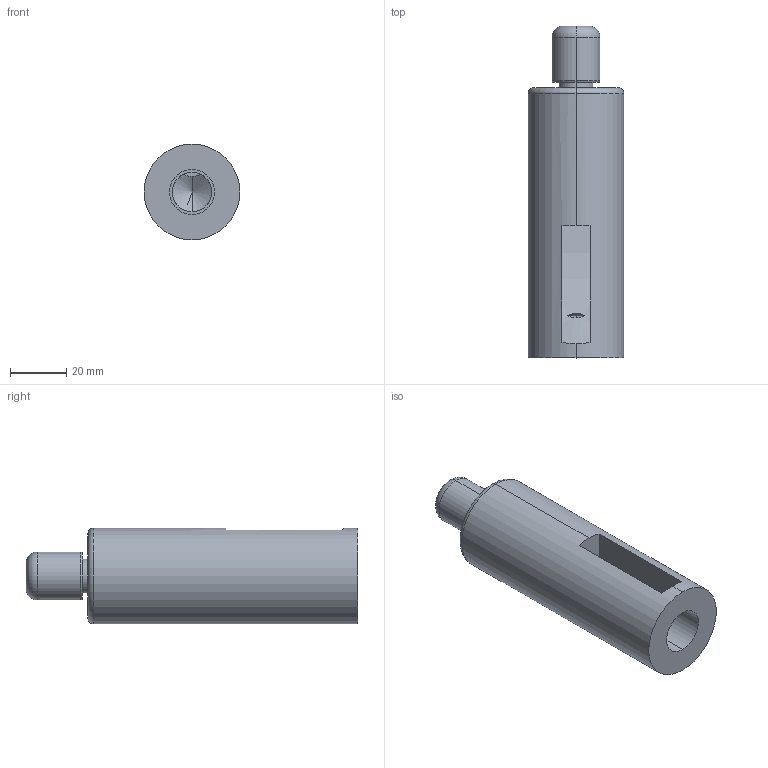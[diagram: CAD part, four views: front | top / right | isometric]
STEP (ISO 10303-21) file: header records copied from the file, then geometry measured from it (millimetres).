
FILE_DESCRIPTION (( 'STEP AP214' ), '1' );
FILE_NAME ('T37663.step', '2023-06-08T07:34:40', ( '' ), ( '' ), 'SwSTEP 2.0', 'SolidWorks 2022', '' );
FILE_SCHEMA (( 'AUTOMOTIVE_DESIGN' ));
Length unit declared in the file: millimetre
Products named in the file (1): T37663
Bounding box: 34 x 118 x 34 mm (x, y, z)
Volume: 77287.3 mm3; surface area: 17494.3 mm2
Topology: 1 solids, 1 shells, 28 faces, 66 edges, 40 vertices
Faces by surface type: cylinder 13, plane 7, torus 6, cone 2
Entity records: 896 total; most frequent: CARTESIAN_POINT 175, DIRECTION 154, ORIENTED_EDGE 128, AXIS2_PLACEMENT_3D 67, EDGE_CURVE 64, VERTEX_POINT 40, CIRCLE 38, EDGE_LOOP 34
